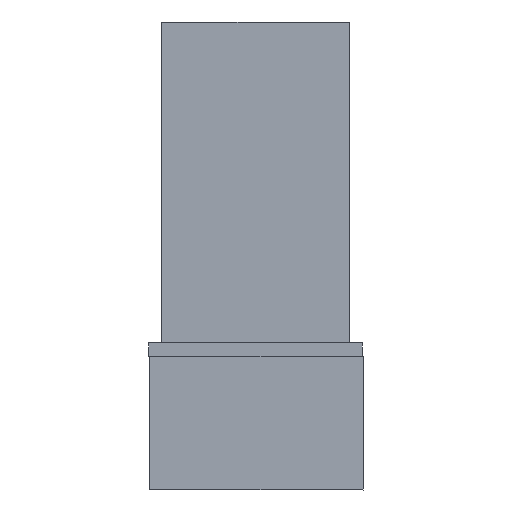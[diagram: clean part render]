
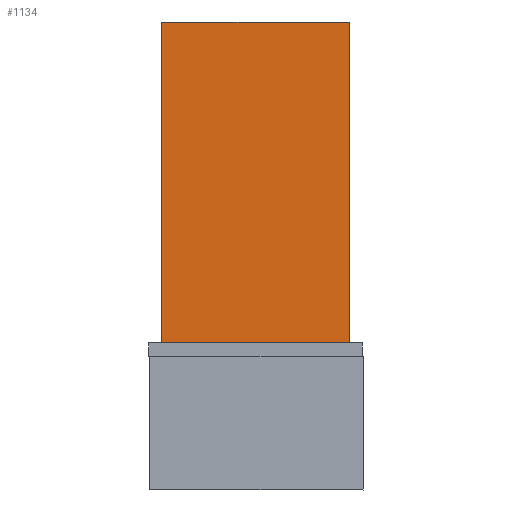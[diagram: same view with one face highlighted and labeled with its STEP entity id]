
A CAD part, front view. The second image highlights one B-rep face of the part: STEP entity #1134.
In plain terms, the highlighted planar face has unit normal (0, -1, 0).
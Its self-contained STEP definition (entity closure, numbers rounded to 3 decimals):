
#94=PLANE('',#1236);
#153=FACE_OUTER_BOUND('',#227,.T.);
#227=EDGE_LOOP('',(#1032,#1033,#1034,#1035));
#346=LINE('',#1799,#480);
#353=LINE('',#1813,#487);
#368=LINE('',#1842,#502);
#369=LINE('',#1844,#503);
#480=VECTOR('',#1481,10.);
#487=VECTOR('',#1492,10.);
#502=VECTOR('',#1517,10.);
#503=VECTOR('',#1520,10.);
#602=VERTEX_POINT('',#1797);
#603=VERTEX_POINT('',#1798);
#608=VERTEX_POINT('',#1812);
#617=VERTEX_POINT('',#1840);
#742=EDGE_CURVE('',#602,#603,#346,.T.);
#749=EDGE_CURVE('',#602,#608,#353,.T.);
#764=EDGE_CURVE('',#603,#617,#368,.T.);
#765=EDGE_CURVE('',#608,#617,#369,.T.);
#1032=ORIENTED_EDGE('',*,*,#742,.T.);
#1033=ORIENTED_EDGE('',*,*,#764,.T.);
#1034=ORIENTED_EDGE('',*,*,#765,.F.);
#1035=ORIENTED_EDGE('',*,*,#749,.F.);
#1134=ADVANCED_FACE('',(#153),#94,.T.);
#1236=AXIS2_PLACEMENT_3D('',#1843,#1518,#1519);
#1481=DIRECTION('',(1.,0.,0.));
#1492=DIRECTION('',(0.,0.,1.));
#1517=DIRECTION('',(0.,0.,1.));
#1518=DIRECTION('center_axis',(0.,-1.,0.));
#1519=DIRECTION('ref_axis',(1.,0.,0.));
#1520=DIRECTION('',(1.,0.,0.));
#1797=CARTESIAN_POINT('',(6.35,26.67,6.35));
#1798=CARTESIAN_POINT('',(95.25,26.67,6.35));
#1799=CARTESIAN_POINT('',(28.575,26.67,6.35));
#1812=CARTESIAN_POINT('',(6.35,26.67,158.75));
#1813=CARTESIAN_POINT('',(6.35,26.67,0.));
#1840=CARTESIAN_POINT('',(95.25,26.67,158.75));
#1842=CARTESIAN_POINT('',(95.25,26.67,0.));
#1843=CARTESIAN_POINT('Origin',(6.35,26.67,0.));
#1844=CARTESIAN_POINT('',(95.25,26.67,158.75));
